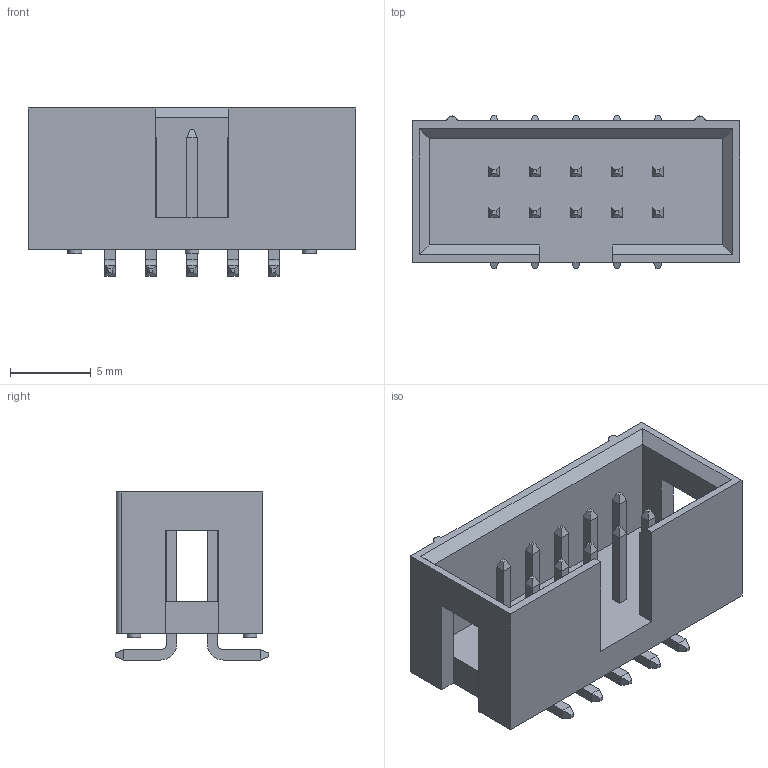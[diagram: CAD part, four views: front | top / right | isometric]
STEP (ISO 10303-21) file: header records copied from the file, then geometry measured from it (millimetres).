
FILE_DESCRIPTION( ( 'Unknown' ), '1' );
FILE_NAME( '61201020621.stp', 'Unknown', ( 'Unknown' ), ( 'Unknown' ), 'PSStep 14.0', 'Unknown', ' ' );
FILE_SCHEMA( ( 'AUTOMOTIVE_DESIGN { 1 0 10303 214 1 1 1 1 }' ) );
Length unit declared in the file: millimetre
Products named in the file (3): Assem1; 6120xx20621_PIN; 61201021621
Assembly tree (11 placements, depth 2):
  Assem1
    6120xx20621_PIN  x10
    61201021621
Bounding box: 20.32 x 9.5 x 10.42 mm (x, y, z)
Volume: 706.9 mm3; surface area: 1465.4 mm2
Topology: 11 solids, 11 shells, 303 faces, 715 edges, 436 vertices
Faces by surface type: plane 275, cylinder 28
Full cylindrical faces by diameter (mm): 0.85 x6
Entity records: 5307 total; most frequent: CARTESIAN_POINT 710, ORIENTED_EDGE 686, DIRECTION 669, EDGE_CURVE 343, LINE 323, VECTOR 323, VERTEX_POINT 214, AXIS2_PLACEMENT_3D 173
